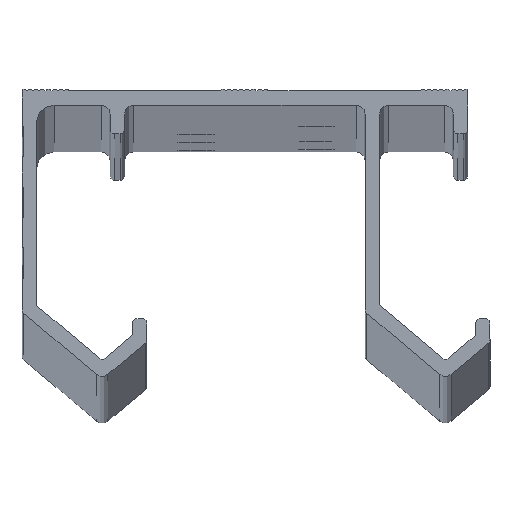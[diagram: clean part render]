
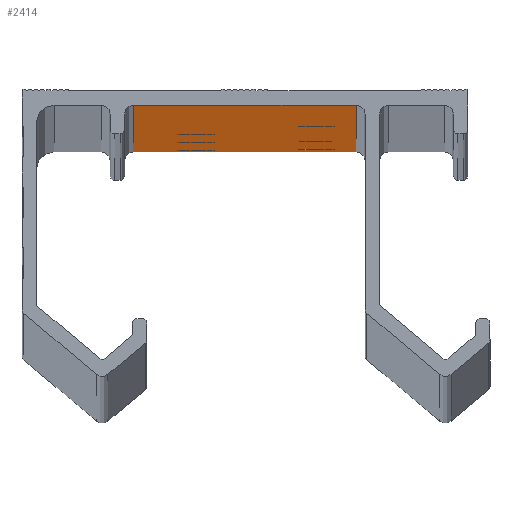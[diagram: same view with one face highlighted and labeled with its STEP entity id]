
A CAD part, top view. The second image highlights one B-rep face of the part: STEP entity #2414.
In plain terms, the highlighted planar face has unit normal (0, -1, 0).
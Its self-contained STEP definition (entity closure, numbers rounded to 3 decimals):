
#15=FACE_BOUND('',#248,.T.);
#16=FACE_BOUND('',#249,.T.);
#17=FACE_BOUND('',#250,.T.);
#18=FACE_BOUND('',#251,.T.);
#19=FACE_BOUND('',#252,.T.);
#20=FACE_BOUND('',#253,.T.);
#21=FACE_BOUND('',#254,.T.);
#22=FACE_BOUND('',#255,.T.);
#45=PLANE('',#2626);
#121=FACE_OUTER_BOUND('',#247,.T.);
#247=EDGE_LOOP('',(#1728,#1729,#1730,#1731));
#248=EDGE_LOOP('',(#1732));
#249=EDGE_LOOP('',(#1733));
#250=EDGE_LOOP('',(#1734));
#251=EDGE_LOOP('',(#1735));
#252=EDGE_LOOP('',(#1736));
#253=EDGE_LOOP('',(#1737));
#254=EDGE_LOOP('',(#1738));
#255=EDGE_LOOP('',(#1739));
#418=LINE('',#3885,#624);
#419=LINE('',#3888,#625);
#420=LINE('',#3890,#626);
#421=LINE('',#3891,#627);
#624=VECTOR('',#3109,10.);
#625=VECTOR('',#3112,10.);
#626=VECTOR('',#3113,10.);
#627=VECTOR('',#3114,10.);
#755=CIRCLE('',#2515,2.1);
#757=CIRCLE('',#2518,2.1);
#759=CIRCLE('',#2521,2.1);
#761=CIRCLE('',#2524,2.1);
#763=CIRCLE('',#2527,2.1);
#765=CIRCLE('',#2530,2.1);
#767=CIRCLE('',#2533,2.1);
#769=CIRCLE('',#2536,2.1);
#921=VERTEX_POINT('',#3601);
#923=VERTEX_POINT('',#3607);
#925=VERTEX_POINT('',#3613);
#927=VERTEX_POINT('',#3619);
#929=VERTEX_POINT('',#3625);
#931=VERTEX_POINT('',#3631);
#933=VERTEX_POINT('',#3637);
#935=VERTEX_POINT('',#3643);
#1016=VERTEX_POINT('',#3881);
#1017=VERTEX_POINT('',#3883);
#1018=VERTEX_POINT('',#3887);
#1019=VERTEX_POINT('',#3889);
#1170=EDGE_CURVE('',#921,#921,#755,.T.);
#1173=EDGE_CURVE('',#923,#923,#757,.T.);
#1176=EDGE_CURVE('',#925,#925,#759,.T.);
#1179=EDGE_CURVE('',#927,#927,#761,.T.);
#1182=EDGE_CURVE('',#929,#929,#763,.T.);
#1185=EDGE_CURVE('',#931,#931,#765,.T.);
#1188=EDGE_CURVE('',#933,#933,#767,.T.);
#1191=EDGE_CURVE('',#935,#935,#769,.T.);
#1310=EDGE_CURVE('',#1016,#1017,#418,.T.);
#1311=EDGE_CURVE('',#1016,#1018,#419,.T.);
#1312=EDGE_CURVE('',#1019,#1017,#420,.T.);
#1313=EDGE_CURVE('',#1018,#1019,#421,.T.);
#1728=ORIENTED_EDGE('',*,*,#1311,.F.);
#1729=ORIENTED_EDGE('',*,*,#1310,.T.);
#1730=ORIENTED_EDGE('',*,*,#1312,.F.);
#1731=ORIENTED_EDGE('',*,*,#1313,.F.);
#1732=ORIENTED_EDGE('',*,*,#1170,.T.);
#1733=ORIENTED_EDGE('',*,*,#1173,.T.);
#1734=ORIENTED_EDGE('',*,*,#1176,.T.);
#1735=ORIENTED_EDGE('',*,*,#1179,.T.);
#1736=ORIENTED_EDGE('',*,*,#1182,.T.);
#1737=ORIENTED_EDGE('',*,*,#1185,.T.);
#1738=ORIENTED_EDGE('',*,*,#1188,.T.);
#1739=ORIENTED_EDGE('',*,*,#1191,.T.);
#2414=ADVANCED_FACE('',(#121,#15,#16,#17,#18,#19,#20,#21,#22),#45,.T.);
#2515=AXIS2_PLACEMENT_3D('',#3603,#2812,#2813);
#2518=AXIS2_PLACEMENT_3D('',#3609,#2819,#2820);
#2521=AXIS2_PLACEMENT_3D('',#3615,#2826,#2827);
#2524=AXIS2_PLACEMENT_3D('',#3621,#2833,#2834);
#2527=AXIS2_PLACEMENT_3D('',#3627,#2840,#2841);
#2530=AXIS2_PLACEMENT_3D('',#3633,#2847,#2848);
#2533=AXIS2_PLACEMENT_3D('',#3639,#2854,#2855);
#2536=AXIS2_PLACEMENT_3D('',#3645,#2861,#2862);
#2626=AXIS2_PLACEMENT_3D('',#3886,#3110,#3111);
#2812=DIRECTION('center_axis',(0.,1.,0.));
#2813=DIRECTION('ref_axis',(-1.,0.,0.));
#2819=DIRECTION('center_axis',(0.,1.,0.));
#2820=DIRECTION('ref_axis',(-1.,0.,0.));
#2826=DIRECTION('center_axis',(0.,1.,0.));
#2827=DIRECTION('ref_axis',(-1.,0.,0.));
#2833=DIRECTION('center_axis',(0.,1.,0.));
#2834=DIRECTION('ref_axis',(-1.,0.,0.));
#2840=DIRECTION('center_axis',(0.,1.,0.));
#2841=DIRECTION('ref_axis',(-1.,0.,0.));
#2847=DIRECTION('center_axis',(0.,1.,0.));
#2848=DIRECTION('ref_axis',(-1.,0.,0.));
#2854=DIRECTION('center_axis',(0.,1.,0.));
#2855=DIRECTION('ref_axis',(-1.,0.,0.));
#2861=DIRECTION('center_axis',(0.,1.,0.));
#2862=DIRECTION('ref_axis',(-1.,0.,0.));
#3109=DIRECTION('',(0.,0.,1.));
#3110=DIRECTION('center_axis',(0.,-1.,0.));
#3111=DIRECTION('ref_axis',(1.,0.,0.));
#3112=DIRECTION('',(-1.,0.,0.));
#3113=DIRECTION('',(1.,0.,0.));
#3114=DIRECTION('',(0.,0.,1.));
#3601=CARTESIAN_POINT('',(24.6,32.387,1610.));
#3603=CARTESIAN_POINT('Origin',(22.5,32.387,1610.));
#3607=CARTESIAN_POINT('',(38.1,32.387,1650.));
#3609=CARTESIAN_POINT('Origin',(36.,32.387,1650.));
#3613=CARTESIAN_POINT('',(24.6,32.387,1110.));
#3615=CARTESIAN_POINT('Origin',(22.5,32.387,1110.));
#3619=CARTESIAN_POINT('',(38.1,32.387,1150.));
#3621=CARTESIAN_POINT('Origin',(36.,32.387,1150.));
#3625=CARTESIAN_POINT('',(24.6,32.387,610.));
#3627=CARTESIAN_POINT('Origin',(22.5,32.387,610.));
#3631=CARTESIAN_POINT('',(38.1,32.387,650.));
#3633=CARTESIAN_POINT('Origin',(36.,32.387,650.));
#3637=CARTESIAN_POINT('',(24.6,32.387,110.));
#3639=CARTESIAN_POINT('Origin',(22.5,32.387,110.));
#3643=CARTESIAN_POINT('',(38.1,32.387,150.));
#3645=CARTESIAN_POINT('Origin',(36.,32.387,150.));
#3881=CARTESIAN_POINT('',(40.5,32.387,0.));
#3883=CARTESIAN_POINT('',(40.5,32.387,3000.));
#3885=CARTESIAN_POINT('',(40.5,32.387,0.));
#3886=CARTESIAN_POINT('Origin',(15.5,32.387,0.));
#3887=CARTESIAN_POINT('',(15.5,32.387,0.));
#3888=CARTESIAN_POINT('',(40.5,32.387,0.));
#3889=CARTESIAN_POINT('',(15.5,32.387,3000.));
#3890=CARTESIAN_POINT('',(21.239,32.387,3000.));
#3891=CARTESIAN_POINT('',(15.5,32.387,0.));
